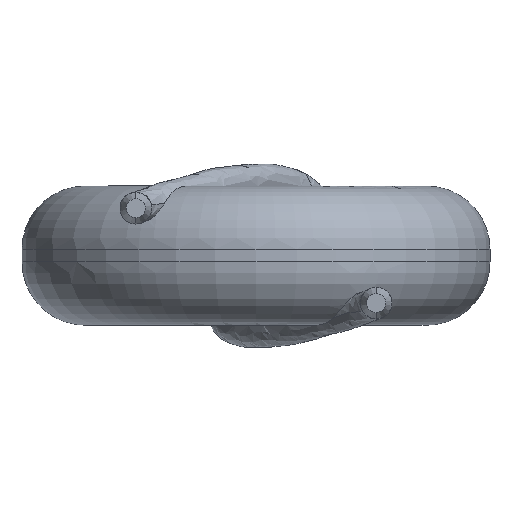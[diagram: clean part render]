
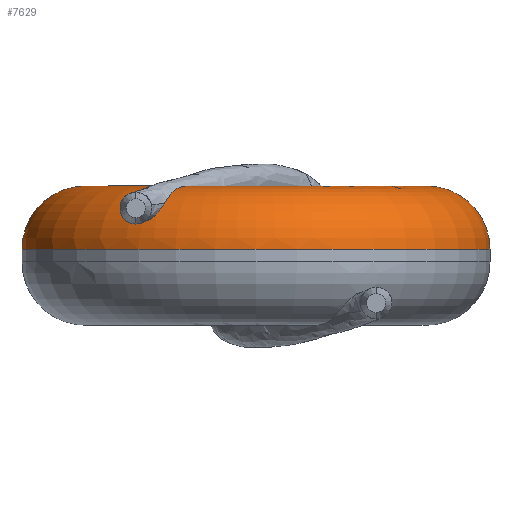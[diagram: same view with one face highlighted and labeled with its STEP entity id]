
A CAD part, front view. The second image highlights one B-rep face of the part: STEP entity #7629.
In plain terms, the highlighted toroidal (fillet/blend) face has major radius 13.5 mm and minor radius 5 mm.
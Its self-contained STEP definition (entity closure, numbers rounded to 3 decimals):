
#772 = EDGE_CURVE ( 'NONE', #3789, #16452, #17607, .T. ) ;
#998 = CARTESIAN_POINT ( 'NONE',  ( -5.622, 45.881, 5.5 ) ) ;
#1055 = CARTESIAN_POINT ( 'NONE',  ( -7.266, 43.159, 4.095 ) ) ;
#1150 = CARTESIAN_POINT ( 'NONE',  ( -9.415, 43.283, 2.887 ) ) ;
#1151 = CARTESIAN_POINT ( 'NONE',  ( -8.494, 45.527, 5.089 ) ) ;
#1254 = CARTESIAN_POINT ( 'NONE',  ( 0., 58.5, 0.5 ) ) ;
#1526 = EDGE_CURVE ( 'NONE', #16452, #3057, #14609, .T. ) ;
#1651 = EDGE_CURVE ( 'NONE', #4763, #9828, #3739, .T. ) ;
#1670 = EDGE_CURVE ( 'NONE', #16763, #9828, #4596, .T. ) ;
#1787 = VERTEX_POINT ( 'NONE', #3554 ) ;
#2254 = AXIS2_PLACEMENT_3D ( 'NONE', #10548, #2419, #11925 ) ;
#2419 = DIRECTION ( 'NONE',  ( 0., 1., 0. ) ) ;
#2461 = CARTESIAN_POINT ( 'NONE',  ( -7.694, 42.759, 3.479 ) ) ;
#2518 = CARTESIAN_POINT ( 'NONE',  ( -9.611, 43.643, 3.229 ) ) ;
#2519 = CARTESIAN_POINT ( 'NONE',  ( -7.938, 46.165, 5.37 ) ) ;
#3057 = VERTEX_POINT ( 'NONE', #15869 ) ;
#3554 = CARTESIAN_POINT ( 'NONE',  ( -7.266, 43.159, 4.095 ) ) ;
#3593 = EDGE_LOOP ( 'NONE', ( #6469, #11759, #4190, #11016, #3867, #11026, #6930, #15212 ) ) ;
#3733 = CIRCLE ( 'NONE', #10313, 18.5 ) ;
#3739 = CIRCLE ( 'NONE', #10107, 13.5 ) ;
#3777 = DIRECTION ( 'NONE',  ( 0., 0., -1. ) ) ;
#3789 = VERTEX_POINT ( 'NONE', #11677 ) ;
#3824 = CARTESIAN_POINT ( 'NONE',  ( -8.12, 42.638, 3.025 ) ) ;
#3837 = EDGE_CURVE ( 'NONE', #1787, #13867, #16444, .T. ) ;
#3867 = ORIENTED_EDGE ( 'NONE', *, *, #12616, .T. ) ;
#3887 = CARTESIAN_POINT ( 'NONE',  ( -9.6, 44.06, 3.71 ) ) ;
#3889 = CARTESIAN_POINT ( 'NONE',  ( -7.421, 46.867, 5.5 ) ) ;
#4190 = ORIENTED_EDGE ( 'NONE', *, *, #1670, .T. ) ;
#4596 = CIRCLE ( 'NONE', #11022, 5. ) ;
#4763 = VERTEX_POINT ( 'NONE', #8128 ) ;
#5012 = CARTESIAN_POINT ( 'NONE',  ( 0., 58.5, 5.5 ) ) ;
#5096 = CARTESIAN_POINT ( 'NONE',  ( -5.815, 45.618, 5.47 ) ) ;
#5190 = CARTESIAN_POINT ( 'NONE',  ( -8.575, 42.717, 2.757 ) ) ;
#5251 = CARTESIAN_POINT ( 'NONE',  ( -9.412, 44.457, 4.167 ) ) ;
#5720 = CARTESIAN_POINT ( 'NONE',  ( 0., 58.5, 5.5 ) ) ;
#5747 = CARTESIAN_POINT ( 'NONE',  ( 18.5, 58.5, 0.5 ) ) ;
#6248 = EDGE_CURVE ( 'NONE', #16763, #3789, #3733, .T. ) ;
#6412 = DIRECTION ( 'NONE',  ( 1., 0., 0. ) ) ;
#6469 = ORIENTED_EDGE ( 'NONE', *, *, #772, .F. ) ;
#6497 = AXIS2_PLACEMENT_3D ( 'NONE', #5720, #15249, #7109 ) ;
#6498 = CARTESIAN_POINT ( 'NONE',  ( -6.323, 44.827, 5.26 ) ) ;
#6589 = CARTESIAN_POINT ( 'NONE',  ( -8.862, 42.84, 2.693 ) ) ;
#6590 = CARTESIAN_POINT ( 'NONE',  ( -9.318, 44.588, 4.304 ) ) ;
#6917 = CARTESIAN_POINT ( 'NONE',  ( -13.5, 58.5, 5.5 ) ) ;
#6930 = ORIENTED_EDGE ( 'NONE', *, *, #10994, .T. ) ;
#7109 = DIRECTION ( 'NONE',  ( 1., 0., 0. ) ) ;
#7328 = DIRECTION ( 'NONE',  ( 0., -1., 0. ) ) ;
#7629 = ADVANCED_FACE ( 'NONE', ( #13548 ), #17598, .T. ) ;
#7859 = CARTESIAN_POINT ( 'NONE',  ( -6.74, 44.042, 4.869 ) ) ;
#7948 = CARTESIAN_POINT ( 'NONE',  ( -9.131, 43.011, 2.72 ) ) ;
#8128 = CARTESIAN_POINT ( 'NONE',  ( -5.421, 46.136, 5.5 ) ) ;
#9196 = CARTESIAN_POINT ( 'NONE',  ( -7.121, 43.346, 4.319 ) ) ;
#9233 = CARTESIAN_POINT ( 'NONE',  ( -7.266, 43.159, 4.095 ) ) ;
#9293 = CARTESIAN_POINT ( 'NONE',  ( -9.354, 43.211, 2.832 ) ) ;
#9294 = CARTESIAN_POINT ( 'NONE',  ( -8.678, 45.332, 4.965 ) ) ;
#9828 = VERTEX_POINT ( 'NONE', #14076 ) ;
#10107 = AXIS2_PLACEMENT_3D ( 'NONE', #5012, #14549, #6412 ) ;
#10303 = CARTESIAN_POINT ( 'NONE',  ( -9.318, 44.588, 4.304 ) ) ;
#10313 = AXIS2_PLACEMENT_3D ( 'NONE', #11916, #3777, #13302 ) ;
#10496 = CARTESIAN_POINT ( 'NONE',  ( -5.421, 46.136, 5.5 ) ) ;
#10548 = CARTESIAN_POINT ( 'NONE',  ( -13.5, 58.5, 0.5 ) ) ;
#10588 = CARTESIAN_POINT ( 'NONE',  ( -7.463, 42.929, 3.794 ) ) ;
#10639 = CARTESIAN_POINT ( 'NONE',  ( -9.561, 43.497, 3.072 ) ) ;
#10640 = CARTESIAN_POINT ( 'NONE',  ( -8.121, 45.945, 5.293 ) ) ;
#10746 = DIRECTION ( 'NONE',  ( 1., 0., 0. ) ) ;
#10994 = EDGE_CURVE ( 'NONE', #13867, #3057, #16406, .T. ) ;
#11016 = ORIENTED_EDGE ( 'NONE', *, *, #1651, .F. ) ;
#11022 = AXIS2_PLACEMENT_3D ( 'NONE', #15471, #7328, #16834 ) ;
#11026 = ORIENTED_EDGE ( 'NONE', *, *, #3837, .T. ) ;
#11615 = B_SPLINE_CURVE_WITH_KNOTS ( 'NONE', 3,
 ( #10496, #998, #5096, #14635, #6498, #16011, #7859, #17374, #9196, #1055 ),
 .UNSPECIFIED., .F., .F.,
 ( 4, 2, 2, 2, 4 ),
 ( 0., 0.001, 0.002, 0.003, 0.004 ),
 .UNSPECIFIED. ) ;
#11677 = CARTESIAN_POINT ( 'NONE',  ( -18.5, 58.5, 0.5 ) ) ;
#11759 = ORIENTED_EDGE ( 'NONE', *, *, #6248, .F. ) ;
#11916 = CARTESIAN_POINT ( 'NONE',  ( 0., 58.5, 0.5 ) ) ;
#11925 = DIRECTION ( 'NONE',  ( -1., 0., 0. ) ) ;
#11962 = CARTESIAN_POINT ( 'NONE',  ( -7.824, 42.696, 3.318 ) ) ;
#12029 = CARTESIAN_POINT ( 'NONE',  ( -9.629, 43.924, 3.547 ) ) ;
#12030 = CARTESIAN_POINT ( 'NONE',  ( -7.589, 46.626, 5.473 ) ) ;
#12166 = AXIS2_PLACEMENT_3D ( 'NONE', #1254, #17500, #10746 ) ;
#12616 = EDGE_CURVE ( 'NONE', #4763, #1787, #11615, .T. ) ;
#13302 = DIRECTION ( 'NONE',  ( 1., 0., 0. ) ) ;
#13354 = CARTESIAN_POINT ( 'NONE',  ( -8.293, 42.643, 2.89 ) ) ;
#13411 = CARTESIAN_POINT ( 'NONE',  ( -9.49, 44.328, 4.021 ) ) ;
#13412 = CARTESIAN_POINT ( 'NONE',  ( -7.258, 47.117, 5.5 ) ) ;
#13548 = FACE_OUTER_BOUND ( 'NONE', #3593, .T. ) ;
#13867 = VERTEX_POINT ( 'NONE', #10303 ) ;
#14076 = CARTESIAN_POINT ( 'NONE',  ( 13.5, 58.5, 5.5 ) ) ;
#14549 = DIRECTION ( 'NONE',  ( 0., 0., 1. ) ) ;
#14609 = CIRCLE ( 'NONE', #6497, 13.5 ) ;
#14635 = CARTESIAN_POINT ( 'NONE',  ( -6.165, 45.091, 5.35 ) ) ;
#14670 = CARTESIAN_POINT ( 'NONE',  ( -9.187, 44.772, 4.497 ) ) ;
#14725 = CARTESIAN_POINT ( 'NONE',  ( -8.672, 42.752, 2.726 ) ) ;
#14792 = CARTESIAN_POINT ( 'NONE',  ( -9.318, 44.588, 4.304 ) ) ;
#15212 = ORIENTED_EDGE ( 'NONE', *, *, #1526, .F. ) ;
#15249 = DIRECTION ( 'NONE',  ( 0., 0., 1. ) ) ;
#15471 = CARTESIAN_POINT ( 'NONE',  ( 13.5, 58.5, 0.5 ) ) ;
#15869 = CARTESIAN_POINT ( 'NONE',  ( -7.258, 47.117, 5.5 ) ) ;
#16011 = CARTESIAN_POINT ( 'NONE',  ( -6.611, 44.301, 5.02 ) ) ;
#16040 = CARTESIAN_POINT ( 'NONE',  ( -7.361, 43.037, 3.949 ) ) ;
#16105 = CARTESIAN_POINT ( 'NONE',  ( -8.957, 42.893, 2.692 ) ) ;
#16406 = B_SPLINE_CURVE_WITH_KNOTS ( 'NONE', 3,
 ( #6590, #14670, #17460, #9294, #1151, #10640, #2519, #12030, #3889, #13412 ),
 .UNSPECIFIED., .F., .F.,
 ( 4, 2, 2, 2, 4 ),
 ( 0.009, 0.01, 0.011, 0.012, 0.013 ),
 .UNSPECIFIED. ) ;
#16444 = B_SPLINE_CURVE_WITH_KNOTS ( 'NONE', 3,
 ( #9233, #16040, #10588, #2461, #11962, #3824, #13354, #5190, #14725, #6589, #16105, #7948, #17459, #9293, #1150, #10639, #2518, #12029, #3887, #13411, #5251, #14792 ),
 .UNSPECIFIED., .F., .F.,
 ( 4, 2, 2, 2, 2, 2, 2, 2, 2, 2, 4 ),
 ( 0.004, 0.005, 0.005, 0.006, 0.006, 0.006, 0.007, 0.007, 0.008, 0.008, 0.009 ),
 .UNSPECIFIED. ) ;
#16452 = VERTEX_POINT ( 'NONE', #6917 ) ;
#16763 = VERTEX_POINT ( 'NONE', #5747 ) ;
#16834 = DIRECTION ( 'NONE',  ( 0., 0., -1. ) ) ;
#17374 = CARTESIAN_POINT ( 'NONE',  ( -6.994, 43.567, 4.52 ) ) ;
#17459 = CARTESIAN_POINT ( 'NONE',  ( -9.213, 43.076, 2.749 ) ) ;
#17460 = CARTESIAN_POINT ( 'NONE',  ( -9.024, 44.956, 4.67 ) ) ;
#17500 = DIRECTION ( 'NONE',  ( 0., 0., 1. ) ) ;
#17598 = TOROIDAL_SURFACE ( 'NONE', #12166, 13.5, 5. ) ;
#17607 = CIRCLE ( 'NONE', #2254, 5. ) ;
